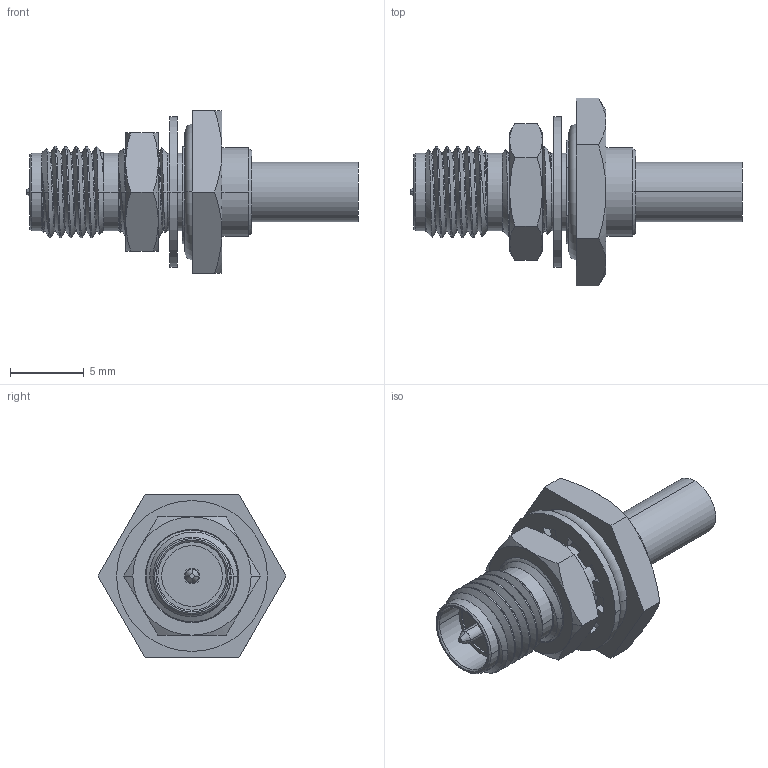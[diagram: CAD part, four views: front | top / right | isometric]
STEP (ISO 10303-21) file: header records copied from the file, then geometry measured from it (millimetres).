
FILE_DESCRIPTION (( 'STEP AP214' ), '1' );
FILE_NAME ('FMCN5364_3D.step', '2025-05-09T16:06:23', ( '' ), ( '' ), 'SwSTEP 2.0', 'SolidWorks 2022', '' );
FILE_SCHEMA (( 'AUTOMOTIVE_DESIGN' ));
Length unit declared in the file: inch
Products named in the file (7): Hex Nut^FMCN5364; Body^FMCN5364; FMCN5364_3D; Washer^FMCN5364; Contact Pin^FMCN5364; O-Ring^FMCN5364; Ferrule^FMCN5364
Assembly tree (6 placements, depth 2):
  FMCN5364_3D
    Body^FMCN5364
    O-Ring^FMCN5364
    Washer^FMCN5364
    Hex Nut^FMCN5364
    Ferrule^FMCN5364
    Contact Pin^FMCN5364
Bounding box: 22.45 x 12.7 x 11 mm (x, y, z)
Volume: 657.8 mm3; surface area: 1295.4 mm2
Topology: 6 solids, 6 shells, 207 faces, 507 edges, 319 vertices
Faces by surface type: cylinder 81, plane 56, cone 42, sphere 16, bspline 6, torus 6
Entity records: 8305 total; most frequent: CARTESIAN_POINT 3150, DIRECTION 1053, ORIENTED_EDGE 1010, EDGE_CURVE 505, AXIS2_PLACEMENT_3D 427, VERTEX_POINT 319, EDGE_LOOP 226, CIRCLE 217
